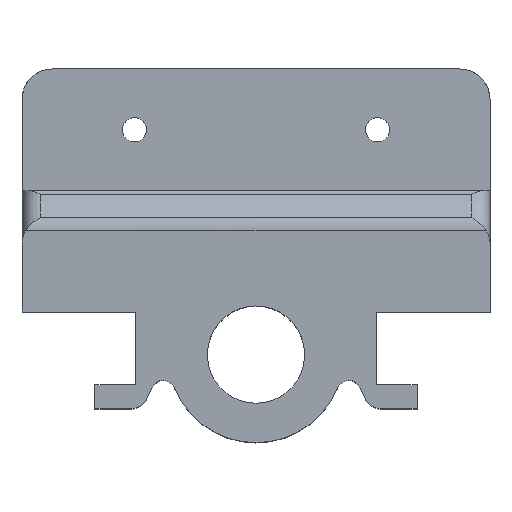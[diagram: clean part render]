
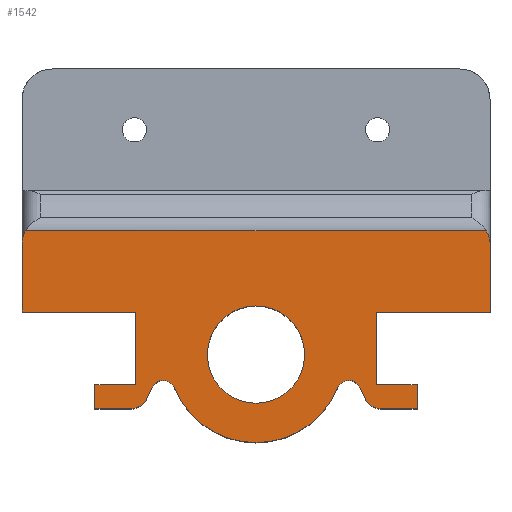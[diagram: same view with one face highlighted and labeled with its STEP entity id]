
A CAD part, top view. The second image highlights one B-rep face of the part: STEP entity #1542.
In plain terms, the highlighted planar face has unit normal (0, 0, 1).
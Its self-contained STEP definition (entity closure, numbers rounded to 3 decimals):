
#56=B_SPLINE_CURVE_WITH_KNOTS('',3,(#2530,#2531,#2532,#2533,#2534,#2535),
 .UNSPECIFIED.,.F.,.F.,(4,2,4),(1.217,1.29,1.42),
 .UNSPECIFIED.);
#57=B_SPLINE_CURVE_WITH_KNOTS('',3,(#2537,#2538,#2539,#2540,#2541,#2542),
 .UNSPECIFIED.,.F.,.F.,(4,2,4),(0.464,0.594,0.667),
 .UNSPECIFIED.);
#106=FACE_BOUND('',#302,.T.);
#128=PLANE('',#1694);
#208=FACE_OUTER_BOUND('',#301,.T.);
#301=EDGE_LOOP('',(#1338,#1339,#1340,#1341,#1342,#1343,#1344,#1345,#1346,
#1347,#1348,#1349,#1350,#1351,#1352,#1353,#1354,#1355,#1356,#1357,#1358,
#1359));
#302=EDGE_LOOP('',(#1360));
#325=LINE('',#2145,#437);
#347=LINE('',#2206,#459);
#359=LINE('',#2443,#471);
#366=LINE('',#2474,#478);
#374=LINE('',#2561,#486);
#409=LINE('',#3318,#521);
#412=LINE('',#3323,#524);
#413=LINE('',#3326,#525);
#420=LINE('',#3350,#532);
#421=LINE('',#3352,#533);
#422=LINE('',#3354,#534);
#423=LINE('',#3355,#535);
#424=LINE('',#3357,#536);
#425=LINE('',#3359,#537);
#426=LINE('',#3360,#538);
#437=VECTOR('',#1739,10.);
#459=VECTOR('',#1791,10.);
#471=VECTOR('',#1843,10.);
#478=VECTOR('',#1872,10.);
#486=VECTOR('',#1896,10.);
#521=VECTOR('',#2023,10.);
#524=VECTOR('',#2028,10.);
#525=VECTOR('',#2031,10.);
#532=VECTOR('',#2054,10.);
#533=VECTOR('',#2055,10.);
#534=VECTOR('',#2056,10.);
#535=VECTOR('',#2057,10.);
#536=VECTOR('',#2058,10.);
#537=VECTOR('',#2059,10.);
#538=VECTOR('',#2060,10.);
#547=CIRCLE('',#1582,2.);
#549=CIRCLE('',#1586,2.);
#552=CIRCLE('',#1590,14.5);
#554=CIRCLE('',#1593,3.);
#557=CIRCLE('',#1598,3.);
#595=CIRCLE('',#1695,8.);
#609=VERTEX_POINT('',#2135);
#610=VERTEX_POINT('',#2136);
#613=VERTEX_POINT('',#2144);
#615=VERTEX_POINT('',#2150);
#616=VERTEX_POINT('',#2151);
#620=VERTEX_POINT('',#2164);
#636=VERTEX_POINT('',#2200);
#637=VERTEX_POINT('',#2202);
#659=VERTEX_POINT('',#2440);
#660=VERTEX_POINT('',#2442);
#672=VERTEX_POINT('',#2472);
#673=VERTEX_POINT('',#2473);
#680=VERTEX_POINT('',#2518);
#684=VERTEX_POINT('',#2560);
#732=VERTEX_POINT('',#3317);
#733=VERTEX_POINT('',#3321);
#734=VERTEX_POINT('',#3325);
#743=VERTEX_POINT('',#3349);
#744=VERTEX_POINT('',#3351);
#745=VERTEX_POINT('',#3353);
#746=VERTEX_POINT('',#3356);
#747=VERTEX_POINT('',#3358);
#748=VERTEX_POINT('',#3361);
#755=EDGE_CURVE('',#609,#610,#547,.T.);
#759=EDGE_CURVE('',#613,#610,#325,.T.);
#762=EDGE_CURVE('',#615,#616,#549,.T.);
#767=EDGE_CURVE('',#609,#616,#552,.T.);
#769=EDGE_CURVE('',#613,#620,#554,.T.);
#788=EDGE_CURVE('',#636,#637,#557,.T.);
#790=EDGE_CURVE('',#615,#637,#347,.T.);
#823=EDGE_CURVE('',#660,#659,#359,.T.);
#838=EDGE_CURVE('',#672,#673,#366,.T.);
#849=EDGE_CURVE('',#673,#680,#56,.T.);
#850=EDGE_CURVE('',#660,#672,#57,.T.);
#857=EDGE_CURVE('',#684,#680,#374,.T.);
#940=EDGE_CURVE('',#732,#620,#409,.T.);
#943=EDGE_CURVE('',#636,#733,#412,.T.);
#944=EDGE_CURVE('',#734,#732,#413,.T.);
#956=EDGE_CURVE('',#733,#743,#420,.T.);
#957=EDGE_CURVE('',#743,#744,#421,.T.);
#958=EDGE_CURVE('',#744,#745,#422,.T.);
#959=EDGE_CURVE('',#745,#684,#423,.T.);
#960=EDGE_CURVE('',#659,#746,#424,.T.);
#961=EDGE_CURVE('',#746,#747,#425,.T.);
#962=EDGE_CURVE('',#747,#734,#426,.T.);
#963=EDGE_CURVE('',#748,#748,#595,.T.);
#1338=ORIENTED_EDGE('',*,*,#769,.F.);
#1339=ORIENTED_EDGE('',*,*,#759,.T.);
#1340=ORIENTED_EDGE('',*,*,#755,.F.);
#1341=ORIENTED_EDGE('',*,*,#767,.T.);
#1342=ORIENTED_EDGE('',*,*,#762,.F.);
#1343=ORIENTED_EDGE('',*,*,#790,.T.);
#1344=ORIENTED_EDGE('',*,*,#788,.F.);
#1345=ORIENTED_EDGE('',*,*,#943,.T.);
#1346=ORIENTED_EDGE('',*,*,#956,.T.);
#1347=ORIENTED_EDGE('',*,*,#957,.T.);
#1348=ORIENTED_EDGE('',*,*,#958,.T.);
#1349=ORIENTED_EDGE('',*,*,#959,.T.);
#1350=ORIENTED_EDGE('',*,*,#857,.T.);
#1351=ORIENTED_EDGE('',*,*,#849,.F.);
#1352=ORIENTED_EDGE('',*,*,#838,.F.);
#1353=ORIENTED_EDGE('',*,*,#850,.F.);
#1354=ORIENTED_EDGE('',*,*,#823,.T.);
#1355=ORIENTED_EDGE('',*,*,#960,.T.);
#1356=ORIENTED_EDGE('',*,*,#961,.T.);
#1357=ORIENTED_EDGE('',*,*,#962,.T.);
#1358=ORIENTED_EDGE('',*,*,#944,.T.);
#1359=ORIENTED_EDGE('',*,*,#940,.T.);
#1360=ORIENTED_EDGE('',*,*,#963,.T.);
#1542=ADVANCED_FACE('',(#208,#106),#128,.F.);
#1582=AXIS2_PLACEMENT_3D('',#2137,#1731,#1732);
#1586=AXIS2_PLACEMENT_3D('',#2152,#1744,#1745);
#1590=AXIS2_PLACEMENT_3D('',#2160,#1754,#1755);
#1593=AXIS2_PLACEMENT_3D('',#2165,#1760,#1761);
#1598=AXIS2_PLACEMENT_3D('',#2203,#1786,#1787);
#1694=AXIS2_PLACEMENT_3D('',#3348,#2052,#2053);
#1695=AXIS2_PLACEMENT_3D('',#3362,#2061,#2062);
#1731=DIRECTION('center_axis',(0.,0.,1.));
#1732=DIRECTION('ref_axis',(0.028,1.,0.));
#1739=DIRECTION('',(0.431,0.902,0.));
#1744=DIRECTION('center_axis',(0.,0.,1.));
#1745=DIRECTION('ref_axis',(-0.028,1.,0.));
#1754=DIRECTION('center_axis',(0.,0.,1.));
#1755=DIRECTION('ref_axis',(-1.,0.,0.));
#1760=DIRECTION('center_axis',(0.,0.,-1.));
#1761=DIRECTION('ref_axis',(0.533,-0.846,0.));
#1786=DIRECTION('center_axis',(0.,0.,-1.));
#1787=DIRECTION('ref_axis',(-0.533,-0.846,0.));
#1791=DIRECTION('',(0.431,-0.902,0.));
#1843=DIRECTION('',(0.,-1.,0.));
#1872=DIRECTION('',(1.,0.,0.));
#1896=DIRECTION('',(0.,1.,0.));
#2023=DIRECTION('',(1.,0.,0.));
#2028=DIRECTION('',(1.,0.,0.));
#2031=DIRECTION('',(0.,-1.,0.));
#2052=DIRECTION('center_axis',(0.,0.,-1.));
#2053=DIRECTION('ref_axis',(-1.,0.,0.));
#2054=DIRECTION('',(0.,1.,0.));
#2055=DIRECTION('',(-1.,0.,0.));
#2056=DIRECTION('',(0.,1.,0.));
#2057=DIRECTION('',(1.,0.,0.));
#2058=DIRECTION('',(1.,0.,0.));
#2059=DIRECTION('',(0.,-1.,0.));
#2060=DIRECTION('',(-1.,0.,0.));
#2061=DIRECTION('center_axis',(0.,0.,-1.));
#2062=DIRECTION('ref_axis',(1.,0.,0.));
#2135=CARTESIAN_POINT('',(-13.418,27.505,-90.));
#2136=CARTESIAN_POINT('',(-17.074,27.609,-90.));
#2137=CARTESIAN_POINT('Origin',(-15.269,26.747,-90.));
#2144=CARTESIAN_POINT('',(-17.955,25.764,-90.));
#2145=CARTESIAN_POINT('',(-12.373,37.455,-90.));
#2150=CARTESIAN_POINT('',(17.074,27.609,-90.));
#2151=CARTESIAN_POINT('',(13.418,27.505,-90.));
#2152=CARTESIAN_POINT('Origin',(15.269,26.747,-90.));
#2160=CARTESIAN_POINT('Origin',(0.,33.,-90.));
#2164=CARTESIAN_POINT('',(-20.662,24.056,-90.));
#2165=CARTESIAN_POINT('Origin',(-20.662,27.056,-90.));
#2200=CARTESIAN_POINT('',(20.662,24.056,-90.));
#2202=CARTESIAN_POINT('',(17.955,25.764,-90.));
#2203=CARTESIAN_POINT('Origin',(20.662,27.056,-90.));
#2206=CARTESIAN_POINT('',(10.238,41.927,-90.));
#2440=CARTESIAN_POINT('',(-38.5,40.,-90.));
#2442=CARTESIAN_POINT('',(-38.5,51.301,-90.));
#2443=CARTESIAN_POINT('',(-38.5,10.,-90.));
#2472=CARTESIAN_POINT('',(-37.902,53.338,-90.));
#2473=CARTESIAN_POINT('',(37.902,53.338,-90.));
#2474=CARTESIAN_POINT('',(38.5,53.338,-90.));
#2518=CARTESIAN_POINT('',(38.5,51.301,-90.));
#2530=CARTESIAN_POINT('Ctrl Pts',(37.902,53.338,-90.));
#2531=CARTESIAN_POINT('Ctrl Pts',(38.046,53.115,-90.));
#2532=CARTESIAN_POINT('Ctrl Pts',(38.166,52.871,-90.));
#2533=CARTESIAN_POINT('Ctrl Pts',(38.405,52.241,-90.));
#2534=CARTESIAN_POINT('Ctrl Pts',(38.5,51.732,-90.));
#2535=CARTESIAN_POINT('Ctrl Pts',(38.5,51.301,-90.));
#2537=CARTESIAN_POINT('Ctrl Pts',(-38.5,51.301,-90.));
#2538=CARTESIAN_POINT('Ctrl Pts',(-38.5,51.732,-90.));
#2539=CARTESIAN_POINT('Ctrl Pts',(-38.405,52.241,-90.));
#2540=CARTESIAN_POINT('Ctrl Pts',(-38.166,52.871,-90.));
#2541=CARTESIAN_POINT('Ctrl Pts',(-38.046,53.115,-90.));
#2542=CARTESIAN_POINT('Ctrl Pts',(-37.902,53.338,-90.));
#2560=CARTESIAN_POINT('',(38.5,40.,-90.));
#2561=CARTESIAN_POINT('',(38.5,80.,-90.));
#3317=CARTESIAN_POINT('',(-26.5,24.056,-90.));
#3318=CARTESIAN_POINT('',(-13.25,24.056,-90.));
#3321=CARTESIAN_POINT('',(26.5,24.056,-90.));
#3323=CARTESIAN_POINT('',(9.385,24.056,-90.));
#3325=CARTESIAN_POINT('',(-26.5,28.,-90.));
#3326=CARTESIAN_POINT('',(-26.5,16.,-90.));
#3348=CARTESIAN_POINT('Origin',(0.,48.,-90.));
#3349=CARTESIAN_POINT('',(26.5,28.,-90.));
#3350=CARTESIAN_POINT('',(26.5,28.,-90.));
#3351=CARTESIAN_POINT('',(19.833,28.,-90.));
#3352=CARTESIAN_POINT('',(19.833,28.,-90.));
#3353=CARTESIAN_POINT('',(19.833,40.,-90.));
#3354=CARTESIAN_POINT('',(19.833,40.,-90.));
#3355=CARTESIAN_POINT('',(38.5,40.,-90.));
#3356=CARTESIAN_POINT('',(-19.833,40.,-90.));
#3357=CARTESIAN_POINT('',(-19.833,40.,-90.));
#3358=CARTESIAN_POINT('',(-19.833,28.,-90.));
#3359=CARTESIAN_POINT('',(-19.833,28.,-90.));
#3360=CARTESIAN_POINT('',(-26.5,28.,-90.));
#3361=CARTESIAN_POINT('',(-8.,33.,-90.));
#3362=CARTESIAN_POINT('Origin',(0.,33.,-90.));
